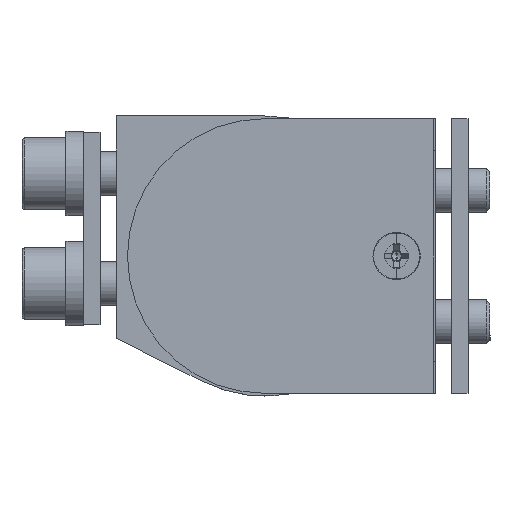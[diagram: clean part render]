
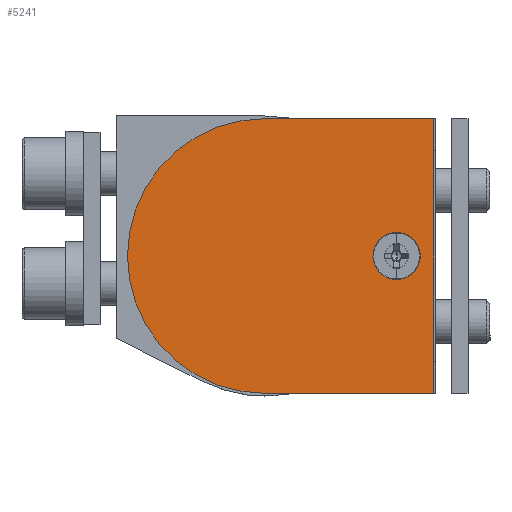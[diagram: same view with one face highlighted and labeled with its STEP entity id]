
A CAD part, left-side view. The second image highlights one B-rep face of the part: STEP entity #5241.
In plain terms, the highlighted face is planar.
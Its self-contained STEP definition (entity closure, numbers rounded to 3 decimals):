
#104 = VERTEX_POINT ( 'NONE', #2376 ) ;
#110 = VERTEX_POINT ( 'NONE', #2361 ) ;
#112 = EDGE_CURVE ( 'NONE', #104, #110, #2360, .T. ) ;
#2356 = DIRECTION ( 'NONE',  ( 0., 0., 1. ) ) ;
#2357 = DIRECTION ( 'NONE',  ( 1., 0., 0. ) ) ;
#2358 = CARTESIAN_POINT ( 'NONE',  ( 30., 0., 0. ) ) ;
#2359 = AXIS2_PLACEMENT_3D ( 'NONE', #2358, #2357, #2356 ) ;
#2360 = CIRCLE ( 'NONE', #2359, 25. ) ;
#2361 = CARTESIAN_POINT ( 'NONE',  ( 30., 0., 25. ) ) ;
#2376 = CARTESIAN_POINT ( 'NONE',  ( 30., 0., -25. ) ) ;
#4030 = VERTEX_POINT ( 'NONE', #6213 ) ;
#4071 = VERTEX_POINT ( 'NONE', #6207 ) ;
#4117 = EDGE_CURVE ( 'NONE', #110, #4030, #6248, .T. ) ;
#4223 = EDGE_CURVE ( 'NONE', #4030, #4071, #6232, .T. ) ;
#4679 = EDGE_LOOP ( 'NONE', ( #5265, #5338 ) ) ;
#4760 = EDGE_CURVE ( 'NONE', #4071, #104, #6296, .T. ) ;
#4903 = ORIENTED_EDGE ( 'NONE', *, *, #4760, .T. ) ;
#5031 = ORIENTED_EDGE ( 'NONE', *, *, #4223, .T. ) ;
#5212 = EDGE_CURVE ( 'NONE', #10653, #10609, #6338, .T. ) ;
#5238 = ORIENTED_EDGE ( 'NONE', *, *, #112, .T. ) ;
#5241 = ADVANCED_FACE ( 'NONE', ( #6324, #6323 ), #6322, .F. ) ;
#5265 = ORIENTED_EDGE ( 'NONE', *, *, #5212, .F. ) ;
#5275 = ORIENTED_EDGE ( 'NONE', *, *, #4117, .T. ) ;
#5325 = EDGE_LOOP ( 'NONE', ( #5238, #5275, #5031, #4903 ) ) ;
#5338 = ORIENTED_EDGE ( 'NONE', *, *, #10650, .F. ) ;
#6207 = CARTESIAN_POINT ( 'NONE',  ( 30., -30.8, -25. ) ) ;
#6213 = CARTESIAN_POINT ( 'NONE',  ( 30., -30.8, 25. ) ) ;
#6229 = DIRECTION ( 'NONE',  ( 0., 0., -1. ) ) ;
#6230 = VECTOR ( 'NONE', #6229, 1000. ) ;
#6231 = CARTESIAN_POINT ( 'NONE',  ( 30., -30.8, 25. ) ) ;
#6232 = LINE ( 'NONE', #6231, #6230 ) ;
#6245 = DIRECTION ( 'NONE',  ( 0., -1., 0. ) ) ;
#6246 = VECTOR ( 'NONE', #6245, 1000. ) ;
#6247 = CARTESIAN_POINT ( 'NONE',  ( 30., 0., 25. ) ) ;
#6248 = LINE ( 'NONE', #6247, #6246 ) ;
#6293 = DIRECTION ( 'NONE',  ( 0., 1., 0. ) ) ;
#6294 = VECTOR ( 'NONE', #6293, 1000. ) ;
#6295 = CARTESIAN_POINT ( 'NONE',  ( 30., -30.8, -25. ) ) ;
#6296 = LINE ( 'NONE', #6295, #6294 ) ;
#6322 = PLANE ( 'NONE',  #6385 ) ;
#6323 = FACE_OUTER_BOUND ( 'NONE', #5325, .T. ) ;
#6324 = FACE_BOUND ( 'NONE', #4679, .T. ) ;
#6334 = DIRECTION ( 'NONE',  ( 0., 0., -1. ) ) ;
#6335 = DIRECTION ( 'NONE',  ( 1., 0., 0. ) ) ;
#6336 = CARTESIAN_POINT ( 'NONE',  ( 30., -24., 0. ) ) ;
#6337 = AXIS2_PLACEMENT_3D ( 'NONE', #6336, #6335, #6334 ) ;
#6338 = CIRCLE ( 'NONE', #6337, 4.3 ) ;
#6382 = DIRECTION ( 'NONE',  ( 0., 0., 1. ) ) ;
#6383 = DIRECTION ( 'NONE',  ( -1., 0., 0. ) ) ;
#6384 = CARTESIAN_POINT ( 'NONE',  ( 30., 0., 0. ) ) ;
#6385 = AXIS2_PLACEMENT_3D ( 'NONE', #6384, #6383, #6382 ) ;
#6582 = CARTESIAN_POINT ( 'NONE',  ( 30., -24., 4.3 ) ) ;
#6654 = CARTESIAN_POINT ( 'NONE',  ( 30., -24., -4.3 ) ) ;
#6656 = DIRECTION ( 'NONE',  ( 0., 0., -1. ) ) ;
#6657 = DIRECTION ( 'NONE',  ( 1., 0., 0. ) ) ;
#6658 = CARTESIAN_POINT ( 'NONE',  ( 30., -24., 0. ) ) ;
#6659 = AXIS2_PLACEMENT_3D ( 'NONE', #6658, #6657, #6656 ) ;
#6660 = CIRCLE ( 'NONE', #6659, 4.3 ) ;
#10609 = VERTEX_POINT ( 'NONE', #6582 ) ;
#10650 = EDGE_CURVE ( 'NONE', #10609, #10653, #6660, .T. ) ;
#10653 = VERTEX_POINT ( 'NONE', #6654 ) ;
